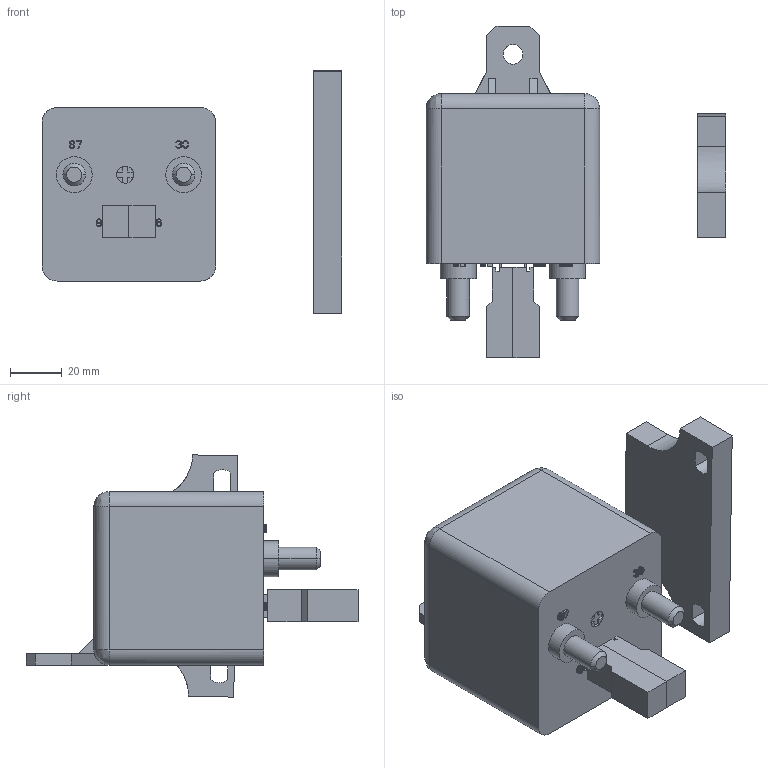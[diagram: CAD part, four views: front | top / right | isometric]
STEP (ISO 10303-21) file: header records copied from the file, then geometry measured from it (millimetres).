
FILE_DESCRIPTION(('FreeCAD Model'),'2;1');
FILE_NAME('Open CASCADE Shape Model','2025-04-30T08:01:14',('FreeCAD'),( 'FreeCAD'),'Open CASCADE STEP processor 7.6','FreeCAD','Unknown');
FILE_SCHEMA(('AUTOMOTIVE_DESIGN { 1 0 10303 214 1 1 1 1 }'));
Length unit declared in the file: millimetre
Products named in the file (1): Open CASCADE STEP translator 7.6 1
Bounding box: 115.68 x 128.17 x 93.5 mm (x, y, z)
Volume: 341043.8 mm3; surface area: 43219.2 mm2
Topology: 4 solids, 4 shells, 560 faces, 1571 edges, 1042 vertices
Faces by surface type: bspline 560
Entity records: 16289 total; most frequent: CARTESIAN_POINT 6747, ORIENTED_EDGE 3142, EDGE_CURVE 1571, B_SPLINE_CURVE_WITH_KNOTS 1497, VERTEX_POINT 1042, FACE_BOUND 593, EDGE_LOOP 593, ADVANCED_FACE 560
